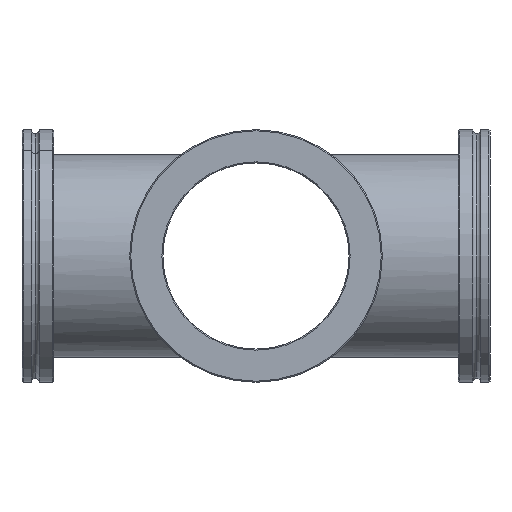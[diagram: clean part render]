
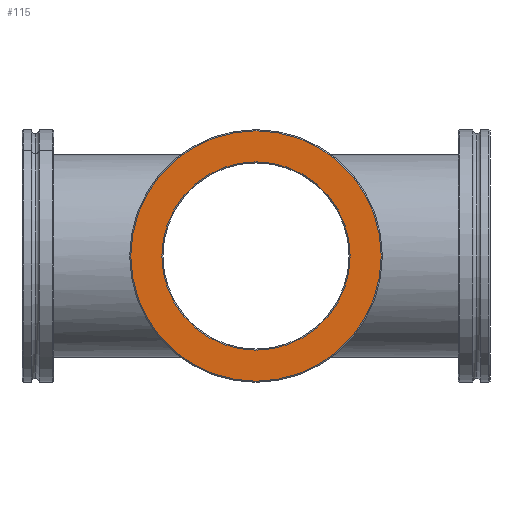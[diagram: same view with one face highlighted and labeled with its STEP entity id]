
A CAD part, left-side view. The second image highlights one B-rep face of the part: STEP entity #115.
In plain terms, the highlighted face is planar.
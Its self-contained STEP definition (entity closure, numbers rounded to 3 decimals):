
#81 = ORIENTED_EDGE ( 'NONE', *, *, #1342, .T. ) ;
#115 = ADVANCED_FACE ( 'NONE', ( #651, #181 ), #415, .T. ) ;
#148 = AXIS2_PLACEMENT_3D ( 'NONE', #1444, #540, #1596 ) ;
#158 = ORIENTED_EDGE ( 'NONE', *, *, #316, .T. ) ;
#181 = FACE_OUTER_BOUND ( 'NONE', #994, .T. ) ;
#295 = CARTESIAN_POINT ( 'NONE',  ( 0., 0., 0. ) ) ;
#316 = EDGE_CURVE ( 'NONE', #350, #915, #1146, .T. ) ;
#350 = VERTEX_POINT ( 'NONE', #1604 ) ;
#393 = CARTESIAN_POINT ( 'NONE',  ( 0., 0., -47.1 ) ) ;
#403 = CARTESIAN_POINT ( 'NONE',  ( 0., 0., 0. ) ) ;
#415 = PLANE ( 'NONE',  #1627 ) ;
#443 = DIRECTION ( 'NONE',  ( 0., 0., -1. ) ) ;
#540 = DIRECTION ( 'NONE',  ( 0., 1., 0. ) ) ;
#559 = DIRECTION ( 'NONE',  ( 0., 0., -1. ) ) ;
#567 = AXIS2_PLACEMENT_3D ( 'NONE', #403, #1459, #559 ) ;
#585 = VERTEX_POINT ( 'NONE', #1800 ) ;
#651 = FACE_BOUND ( 'NONE', #1406, .T. ) ;
#783 = CARTESIAN_POINT ( 'NONE',  ( 0., 0., 0. ) ) ;
#814 = CIRCLE ( 'NONE', #1778, 47.1 ) ;
#881 = DIRECTION ( 'NONE',  ( 0., -1., 0. ) ) ;
#915 = VERTEX_POINT ( 'NONE', #1317 ) ;
#945 = DIRECTION ( 'NONE',  ( 0., 0., -1. ) ) ;
#994 = EDGE_LOOP ( 'NONE', ( #1565, #1298 ) ) ;
#1074 = EDGE_CURVE ( 'NONE', #1144, #585, #814, .T. ) ;
#1125 = CIRCLE ( 'NONE', #1588, 35.4 ) ;
#1144 = VERTEX_POINT ( 'NONE', #393 ) ;
#1146 = CIRCLE ( 'NONE', #148, 35.4 ) ;
#1184 = CARTESIAN_POINT ( 'NONE',  ( -35., 0., 0. ) ) ;
#1298 = ORIENTED_EDGE ( 'NONE', *, *, #1074, .T. ) ;
#1317 = CARTESIAN_POINT ( 'NONE',  ( 0., 0., 35.4 ) ) ;
#1342 = EDGE_CURVE ( 'NONE', #915, #350, #1125, .T. ) ;
#1354 = DIRECTION ( 'NONE',  ( 0., 1., 0. ) ) ;
#1406 = EDGE_LOOP ( 'NONE', ( #158, #81 ) ) ;
#1444 = CARTESIAN_POINT ( 'NONE',  ( 0., 0., 0. ) ) ;
#1459 = DIRECTION ( 'NONE',  ( 0., -1., 0. ) ) ;
#1565 = ORIENTED_EDGE ( 'NONE', *, *, #1937, .T. ) ;
#1588 = AXIS2_PLACEMENT_3D ( 'NONE', #295, #1354, #443 ) ;
#1596 = DIRECTION ( 'NONE',  ( 0., 0., -1. ) ) ;
#1604 = CARTESIAN_POINT ( 'NONE',  ( 0., 0., -35.4 ) ) ;
#1627 = AXIS2_PLACEMENT_3D ( 'NONE', #1184, #881, #1919 ) ;
#1778 = AXIS2_PLACEMENT_3D ( 'NONE', #783, #1834, #945 ) ;
#1800 = CARTESIAN_POINT ( 'NONE',  ( 0., 0., 47.1 ) ) ;
#1834 = DIRECTION ( 'NONE',  ( 0., -1., 0. ) ) ;
#1919 = DIRECTION ( 'NONE',  ( 0., 0., -1. ) ) ;
#1922 = CIRCLE ( 'NONE', #567, 47.1 ) ;
#1937 = EDGE_CURVE ( 'NONE', #585, #1144, #1922, .T. ) ;
